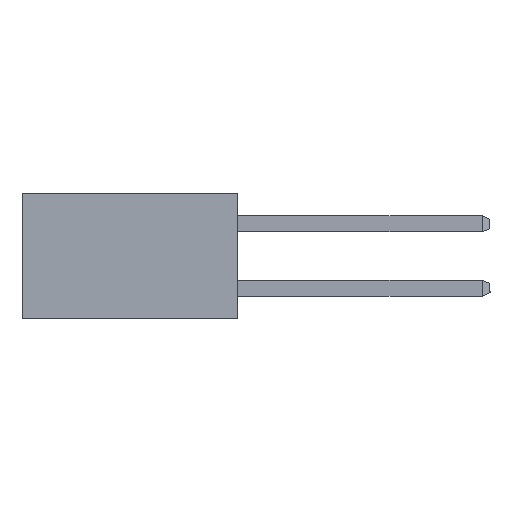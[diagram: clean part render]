
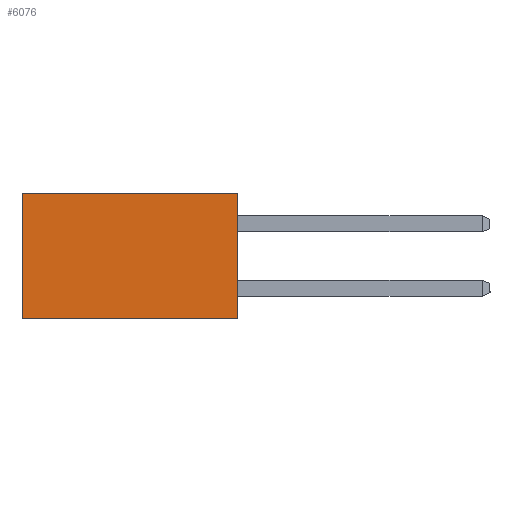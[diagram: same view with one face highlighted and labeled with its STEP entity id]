
A CAD part, left-side view. The second image highlights one B-rep face of the part: STEP entity #6076.
In plain terms, the highlighted planar face has unit normal (-1, 0, 0).
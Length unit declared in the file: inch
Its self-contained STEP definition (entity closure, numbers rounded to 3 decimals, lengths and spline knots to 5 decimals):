
#483=ORIENTED_EDGE('',*,*,#2088,.T.);
#484=ORIENTED_EDGE('',*,*,#1807,.F.);
#485=ORIENTED_EDGE('',*,*,#2109,.F.);
#486=ORIENTED_EDGE('',*,*,#1799,.T.);
#1799=EDGE_CURVE('',#2664,#2663,#3239,.T.);
#1807=EDGE_CURVE('',#2671,#2672,#3247,.T.);
#2088=EDGE_CURVE('',#2663,#2672,#3528,.T.);
#2109=EDGE_CURVE('',#2664,#2671,#3549,.T.);
#2663=VERTEX_POINT('',#8211);
#2664=VERTEX_POINT('',#8213);
#2671=VERTEX_POINT('',#8228);
#2672=VERTEX_POINT('',#8230);
#3239=LINE('',#8212,#4103);
#3247=LINE('',#8229,#4111);
#3528=LINE('',#8790,#4392);
#3549=LINE('',#8822,#4413);
#4103=VECTOR('',#6679,39.37008);
#4111=VECTOR('',#6689,39.37008);
#4392=VECTOR('',#7132,39.37008);
#4413=VECTOR('',#7175,39.37008);
#5020=EDGE_LOOP('',(#483,#484,#485,#486));
#5392=FACE_BOUND('',#5020,.T.);
#5764=PLANE('',#6414);
#6076=ADVANCED_FACE('',(#5392),#5764,.F.);
#6414=AXIS2_PLACEMENT_3D('',#8821,#7173,#7174);
#6679=DIRECTION('',(0.,-1.,0.));
#6689=DIRECTION('',(0.,-1.,0.));
#7132=DIRECTION('',(0.,0.,1.));
#7173=DIRECTION('',(1.,0.,0.));
#7174=DIRECTION('',(0.,0.,-1.));
#7175=DIRECTION('',(0.,0.,1.));
#8211=CARTESIAN_POINT('',(-0.51,0.,-0.0975));
#8212=CARTESIAN_POINT('',(-0.51,0.335,-0.0975));
#8213=CARTESIAN_POINT('',(-0.51,0.335,-0.0975));
#8228=CARTESIAN_POINT('',(-0.51,0.335,0.0975));
#8229=CARTESIAN_POINT('',(-0.51,0.335,0.0975));
#8230=CARTESIAN_POINT('',(-0.51,0.,0.0975));
#8790=CARTESIAN_POINT('',(-0.51,0.,-0.0975));
#8821=CARTESIAN_POINT('',(-0.51,0.335,-0.0975));
#8822=CARTESIAN_POINT('',(-0.51,0.335,-0.0975));
